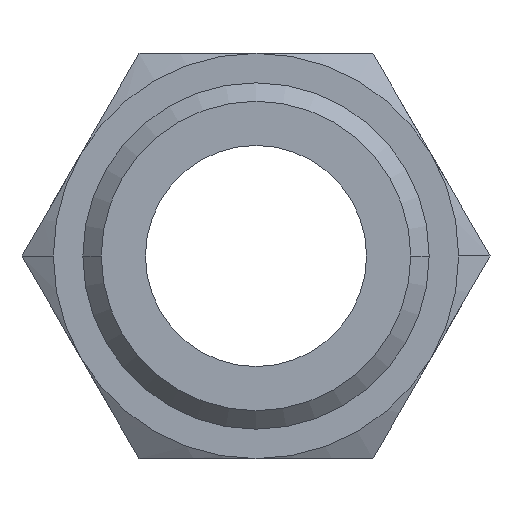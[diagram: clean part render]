
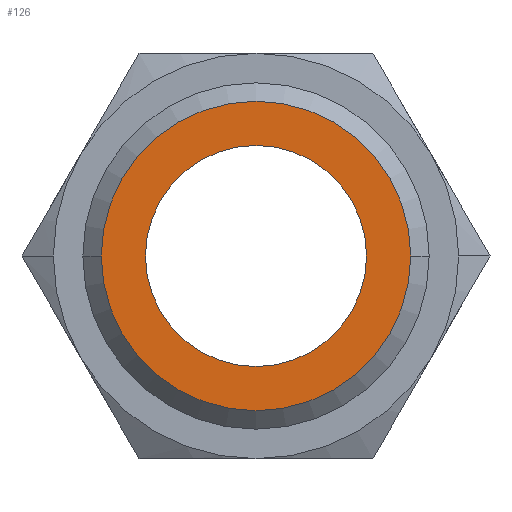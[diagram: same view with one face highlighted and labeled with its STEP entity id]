
A CAD part, front view. The second image highlights one B-rep face of the part: STEP entity #126.
In plain terms, the highlighted planar face has unit normal (0, -1, 0).
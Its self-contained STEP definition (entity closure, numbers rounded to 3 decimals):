
#126=ADVANCED_FACE('',(#258,#259),#260,.T.);
#258=FACE_BOUND('',#395,.T.);
#259=FACE_OUTER_BOUND('',#396,.T.);
#260=PLANE('',#397);
#395=EDGE_LOOP('',(#678,#679));
#396=EDGE_LOOP('',(#680,#681));
#397=AXIS2_PLACEMENT_3D('',#682,#683,#684);
#678=ORIENTED_EDGE('',*,*,#868,.T.);
#679=ORIENTED_EDGE('',*,*,#803,.T.);
#680=ORIENTED_EDGE('',*,*,#806,.F.);
#681=ORIENTED_EDGE('',*,*,#885,.F.);
#682=CARTESIAN_POINT('',(2.1,0.0,0.0));
#683=DIRECTION('',(-0.0,-1.0,-0.0));
#684=DIRECTION('',(-1.0,0.0,0.0));
#803=EDGE_CURVE('',#944,#948,#950,.T.);
#806=EDGE_CURVE('',#952,#954,#955,.T.);
#868=EDGE_CURVE('',#948,#944,#1044,.T.);
#885=EDGE_CURVE('',#954,#952,#1064,.T.);
#944=VERTEX_POINT('',#1152);
#948=VERTEX_POINT('',#1157);
#950=CIRCLE('',#1160,3.0);
#952=VERTEX_POINT('',#1162);
#954=VERTEX_POINT('',#1165);
#955=CIRCLE('',#1166,4.2);
#1044=CIRCLE('',#1419,3.0);
#1064=CIRCLE('',#1488,4.2);
#1152=CARTESIAN_POINT('',(3.0,0.0,0.));
#1157=CARTESIAN_POINT('',(-3.0,0.0,0.));
#1160=AXIS2_PLACEMENT_3D('',#1593,#1594,#1595);
#1162=CARTESIAN_POINT('',(4.2,0.0,0.0));
#1165=CARTESIAN_POINT('',(-4.2,0.0,0.));
#1166=AXIS2_PLACEMENT_3D('',#1597,#1598,#1599);
#1419=AXIS2_PLACEMENT_3D('',#1670,#1671,#1672);
#1488=AXIS2_PLACEMENT_3D('',#1684,#1685,#1686);
#1593=CARTESIAN_POINT('',(0.0,0.0,0.0));
#1594=DIRECTION('',(-0.0,1.0,0.0));
#1595=DIRECTION('',(1.0,0.0,0.0));
#1597=CARTESIAN_POINT('',(0.0,0.0,0.0));
#1598=DIRECTION('',(-0.0,1.0,0.0));
#1599=DIRECTION('',(1.0,0.0,0.0));
#1670=CARTESIAN_POINT('',(0.0,0.0,0.0));
#1671=DIRECTION('',(-0.0,1.0,0.0));
#1672=DIRECTION('',(1.0,0.0,0.0));
#1684=CARTESIAN_POINT('',(0.0,0.0,0.0));
#1685=DIRECTION('',(-0.0,1.0,0.0));
#1686=DIRECTION('',(1.0,0.0,0.0));
